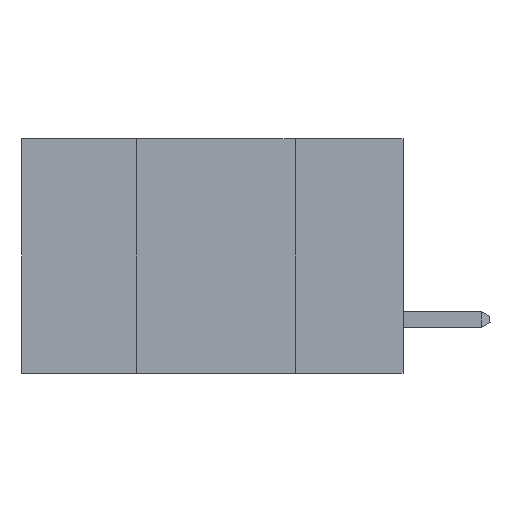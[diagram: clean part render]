
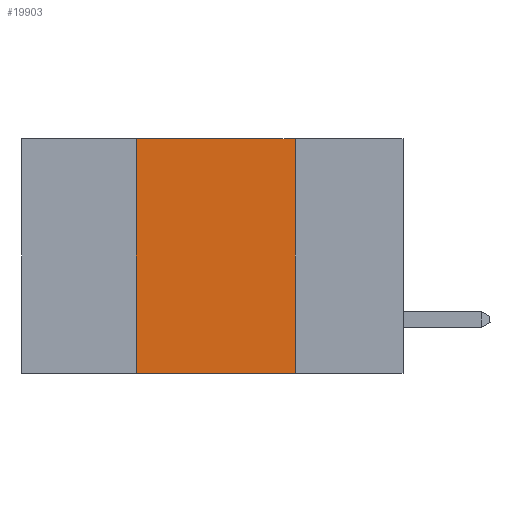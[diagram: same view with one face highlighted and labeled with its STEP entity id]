
A CAD part, left-side view. The second image highlights one B-rep face of the part: STEP entity #19903.
In plain terms, the highlighted planar face has unit normal (-1, 0, 0).
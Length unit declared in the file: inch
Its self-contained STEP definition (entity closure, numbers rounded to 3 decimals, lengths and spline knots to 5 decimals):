
#1909 = AXIS2_PLACEMENT_3D ( 'NONE', #3741, #17239, #5756 ) ;
#2431 = LINE ( 'NONE', #7744, #21941 ) ;
#3153 = LINE ( 'NONE', #15197, #12889 ) ;
#3741 = CARTESIAN_POINT ( 'NONE',  ( 0., 0.6, 0. ) ) ;
#4580 = ORIENTED_EDGE ( 'NONE', *, *, #6497, .F. ) ;
#5253 = ORIENTED_EDGE ( 'NONE', *, *, #13011, .F. ) ;
#5756 = DIRECTION ( 'NONE',  ( 0., 0., -1. ) ) ;
#5851 = CARTESIAN_POINT ( 'NONE',  ( 0., 0.42, -0.37 ) ) ;
#5965 = DIRECTION ( 'NONE',  ( 0., 0., -1. ) ) ;
#6480 = EDGE_CURVE ( 'NONE', #14741, #23976, #2431, .T. ) ;
#6497 = EDGE_CURVE ( 'NONE', #6972, #23976, #7677, .T. ) ;
#6972 = VERTEX_POINT ( 'NONE', #23287 ) ;
#7248 = EDGE_LOOP ( 'NONE', ( #4580, #18407, #5253, #17573 ) ) ;
#7677 = LINE ( 'NONE', #8086, #12772 ) ;
#7744 = CARTESIAN_POINT ( 'NONE',  ( 0., 0.6, -0.37 ) ) ;
#7957 = DIRECTION ( 'NONE',  ( 0., -1., 0. ) ) ;
#8086 = CARTESIAN_POINT ( 'NONE',  ( 0., 0.17, 0. ) ) ;
#9244 = EDGE_CURVE ( 'NONE', #21606, #6972, #15755, .T. ) ;
#10676 = FACE_OUTER_BOUND ( 'NONE', #7248, .T. ) ;
#10735 = VECTOR ( 'NONE', #14619, 39.37008 ) ;
#12716 = CARTESIAN_POINT ( 'NONE',  ( 0., 0.6, 0. ) ) ;
#12772 = VECTOR ( 'NONE', #5965, 39.37008 ) ;
#12889 = VECTOR ( 'NONE', #17162, 39.37008 ) ;
#13011 = EDGE_CURVE ( 'NONE', #14741, #21606, #3153, .T. ) ;
#14619 = DIRECTION ( 'NONE',  ( 0., -1., 0. ) ) ;
#14741 = VERTEX_POINT ( 'NONE', #5851 ) ;
#15197 = CARTESIAN_POINT ( 'NONE',  ( 0., 0.42, 0. ) ) ;
#15369 = PLANE ( 'NONE',  #1909 ) ;
#15755 = LINE ( 'NONE', #12716, #10735 ) ;
#16230 = CARTESIAN_POINT ( 'NONE',  ( 0., 0.17, -0.37 ) ) ;
#17162 = DIRECTION ( 'NONE',  ( 0., 0., 1. ) ) ;
#17239 = DIRECTION ( 'NONE',  ( 1., 0., 0. ) ) ;
#17573 = ORIENTED_EDGE ( 'NONE', *, *, #6480, .T. ) ;
#18407 = ORIENTED_EDGE ( 'NONE', *, *, #9244, .F. ) ;
#19903 = ADVANCED_FACE ( 'NONE', ( #10676 ), #15369, .F. ) ;
#21606 = VERTEX_POINT ( 'NONE', #23995 ) ;
#21941 = VECTOR ( 'NONE', #7957, 39.37008 ) ;
#23287 = CARTESIAN_POINT ( 'NONE',  ( 0., 0.17, 0. ) ) ;
#23976 = VERTEX_POINT ( 'NONE', #16230 ) ;
#23995 = CARTESIAN_POINT ( 'NONE',  ( 0., 0.42, 0. ) ) ;
